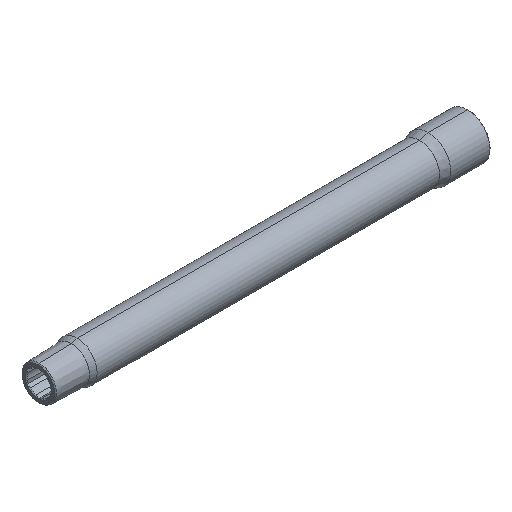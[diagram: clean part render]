
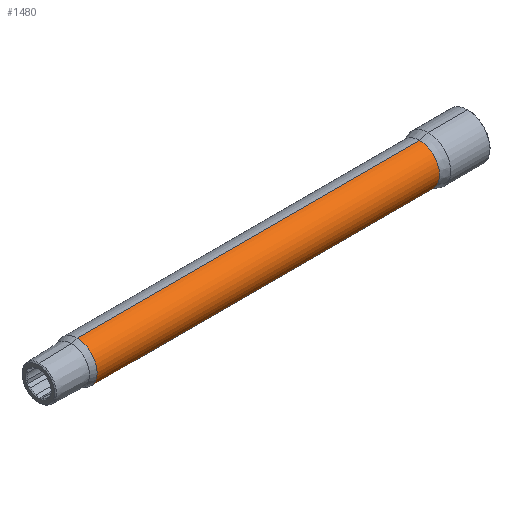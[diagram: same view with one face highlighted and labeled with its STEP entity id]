
A CAD part, isometric view. The second image highlights one B-rep face of the part: STEP entity #1480.
In plain terms, the highlighted cylindrical face has radius 7 mm (diameter 14 mm), a partial arc.
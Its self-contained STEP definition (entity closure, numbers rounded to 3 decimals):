
#95 = VERTEX_POINT ( 'NONE', #186 ) ;
#105 = VERTEX_POINT ( 'NONE', #200 ) ;
#145 = VERTEX_POINT ( 'NONE', #228 ) ;
#147 = VERTEX_POINT ( 'NONE', #211 ) ;
#186 = CARTESIAN_POINT ( 'NONE',  ( -136.5, 0., 7. ) ) ;
#200 = CARTESIAN_POINT ( 'NONE',  ( -136.5, 0., -7. ) ) ;
#211 = CARTESIAN_POINT ( 'NONE',  ( -17., 0., -7. ) ) ;
#228 = CARTESIAN_POINT ( 'NONE',  ( -17., 0., 7. ) ) ;
#343 = EDGE_CURVE ( 'NONE', #145, #95, #693, .T. ) ;
#347 = EDGE_CURVE ( 'NONE', #147, #145, #1355, .T. ) ;
#371 = EDGE_CURVE ( 'NONE', #147, #105, #1148, .T. ) ;
#500 = CYLINDRICAL_SURFACE ( 'NONE', #1534, 7. ) ;
#501 = DIRECTION ( 'NONE',  ( -1., 0., 0. ) ) ;
#502 = DIRECTION ( 'NONE',  ( 0., 0., 1. ) ) ;
#503 = CARTESIAN_POINT ( 'NONE',  ( -103.476, 0., 0. ) ) ;
#529 = FACE_OUTER_BOUND ( 'NONE', #950, .T. ) ;
#693 = LINE ( 'NONE', #697, #1350 ) ;
#697 = CARTESIAN_POINT ( 'NONE',  ( -103.476, 0., 7. ) ) ;
#698 = DIRECTION ( 'NONE',  ( -1., 0., 0. ) ) ;
#704 = CARTESIAN_POINT ( 'NONE',  ( -17., 0., 0. ) ) ;
#711 = DIRECTION ( 'NONE',  ( 0., 0., 1. ) ) ;
#717 = DIRECTION ( 'NONE',  ( -1., 0., 0. ) ) ;
#844 = CARTESIAN_POINT ( 'NONE',  ( -136.5, 0., 0. ) ) ;
#847 = DIRECTION ( 'NONE',  ( 0., 0., 1. ) ) ;
#871 = DIRECTION ( 'NONE',  ( -1., 0., 0. ) ) ;
#950 = EDGE_LOOP ( 'NONE', ( #1034, #1022, #1048, #1043 ) ) ;
#1022 = ORIENTED_EDGE ( 'NONE', *, *, #347, .T. ) ;
#1034 = ORIENTED_EDGE ( 'NONE', *, *, #371, .F. ) ;
#1043 = ORIENTED_EDGE ( 'NONE', *, *, #1417, .F. ) ;
#1048 = ORIENTED_EDGE ( 'NONE', *, *, #343, .T. ) ;
#1148 = LINE ( 'NONE', #1155, #1376 ) ;
#1155 = CARTESIAN_POINT ( 'NONE',  ( -103.476, 0., -7. ) ) ;
#1171 = DIRECTION ( 'NONE',  ( -1., 0., 0. ) ) ;
#1218 = CIRCLE ( 'NONE', #1225, 7. ) ;
#1225 = AXIS2_PLACEMENT_3D ( 'NONE', #844, #871, #847 ) ;
#1330 = AXIS2_PLACEMENT_3D ( 'NONE', #704, #717, #711 ) ;
#1350 = VECTOR ( 'NONE', #698, 1000. ) ;
#1355 = CIRCLE ( 'NONE', #1330, 7. ) ;
#1376 = VECTOR ( 'NONE', #1171, 1000. ) ;
#1417 = EDGE_CURVE ( 'NONE', #105, #95, #1218, .T. ) ;
#1480 = ADVANCED_FACE ( 'NONE', ( #529 ), #500, .T. ) ;
#1534 = AXIS2_PLACEMENT_3D ( 'NONE', #503, #501, #502 ) ;
